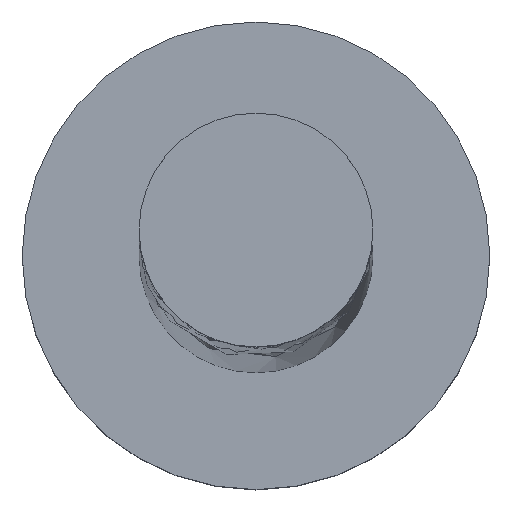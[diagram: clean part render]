
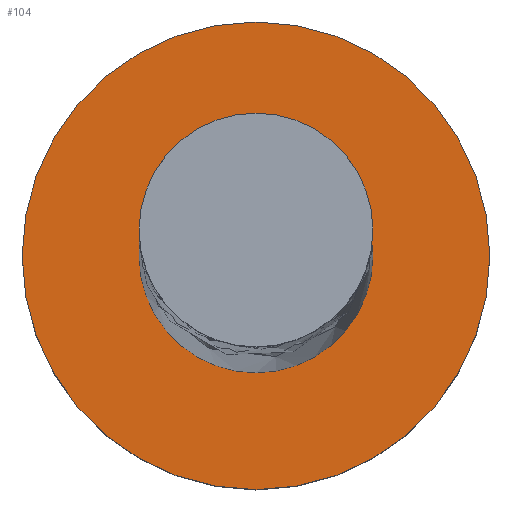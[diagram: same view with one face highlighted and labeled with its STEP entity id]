
A CAD part, top view. The second image highlights one B-rep face of the part: STEP entity #104.
In plain terms, the highlighted planar face has unit normal (0, 0, 1).
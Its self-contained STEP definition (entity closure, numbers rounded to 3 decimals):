
#17 = EDGE_LOOP ( 'NONE', ( #592, #1269 ) ) ;
#41 = DIRECTION ( 'NONE',  ( 1., 0., 0. ) ) ;
#62 = CARTESIAN_POINT ( 'NONE',  ( 0., 0., 2. ) ) ;
#104 = ADVANCED_FACE ( 'NONE', ( #1140, #907 ), #1240, .T. ) ;
#166 = DIRECTION ( 'NONE',  ( 0., 0., 1. ) ) ;
#223 = AXIS2_PLACEMENT_3D ( 'NONE', #1373, #286, #314 ) ;
#245 = AXIS2_PLACEMENT_3D ( 'NONE', #436, #905, #995 ) ;
#269 = VERTEX_POINT ( 'NONE', #753 ) ;
#281 = DIRECTION ( 'NONE',  ( 0., 0., 1. ) ) ;
#286 = DIRECTION ( 'NONE',  ( 0., 0., 1. ) ) ;
#314 = DIRECTION ( 'NONE',  ( 1., 0., 0. ) ) ;
#358 = VERTEX_POINT ( 'NONE', #1229 ) ;
#428 = EDGE_CURVE ( 'NONE', #1444, #1129, #587, .T. ) ;
#429 = EDGE_LOOP ( 'NONE', ( #527, #1015 ) ) ;
#436 = CARTESIAN_POINT ( 'NONE',  ( 0., 0., 2. ) ) ;
#442 = EDGE_CURVE ( 'NONE', #1129, #1444, #1428, .T. ) ;
#464 = CARTESIAN_POINT ( 'NONE',  ( 0., 0., 2. ) ) ;
#516 = AXIS2_PLACEMENT_3D ( 'NONE', #62, #281, #525 ) ;
#525 = DIRECTION ( 'NONE',  ( 1., 0., 0. ) ) ;
#527 = ORIENTED_EDGE ( 'NONE', *, *, #533, .F. ) ;
#533 = EDGE_CURVE ( 'NONE', #358, #269, #784, .T. ) ;
#553 = CARTESIAN_POINT ( 'NONE',  ( -2.5, 0., 2. ) ) ;
#587 = CIRCLE ( 'NONE', #245, 2.5 ) ;
#592 = ORIENTED_EDGE ( 'NONE', *, *, #442, .T. ) ;
#593 = DIRECTION ( 'NONE',  ( 1., 0., 0. ) ) ;
#740 = CIRCLE ( 'NONE', #820, 1.25 ) ;
#753 = CARTESIAN_POINT ( 'NONE',  ( 1.25, 0., 2. ) ) ;
#784 = CIRCLE ( 'NONE', #1081, 1.25 ) ;
#820 = AXIS2_PLACEMENT_3D ( 'NONE', #464, #1394, #593 ) ;
#905 = DIRECTION ( 'NONE',  ( 0., 0., 1. ) ) ;
#907 = FACE_OUTER_BOUND ( 'NONE', #17, .T. ) ;
#995 = DIRECTION ( 'NONE',  ( 1., 0., 0. ) ) ;
#1015 = ORIENTED_EDGE ( 'NONE', *, *, #1452, .F. ) ;
#1081 = AXIS2_PLACEMENT_3D ( 'NONE', #1219, #166, #41 ) ;
#1129 = VERTEX_POINT ( 'NONE', #553 ) ;
#1140 = FACE_BOUND ( 'NONE', #429, .T. ) ;
#1219 = CARTESIAN_POINT ( 'NONE',  ( 0., 0., 2. ) ) ;
#1229 = CARTESIAN_POINT ( 'NONE',  ( -1.25, 0., 2. ) ) ;
#1240 = PLANE ( 'NONE',  #516 ) ;
#1269 = ORIENTED_EDGE ( 'NONE', *, *, #428, .T. ) ;
#1310 = CARTESIAN_POINT ( 'NONE',  ( 2.5, 0., 2. ) ) ;
#1373 = CARTESIAN_POINT ( 'NONE',  ( 0., 0., 2. ) ) ;
#1394 = DIRECTION ( 'NONE',  ( 0., 0., 1. ) ) ;
#1428 = CIRCLE ( 'NONE', #223, 2.5 ) ;
#1444 = VERTEX_POINT ( 'NONE', #1310 ) ;
#1452 = EDGE_CURVE ( 'NONE', #269, #358, #740, .T. ) ;
